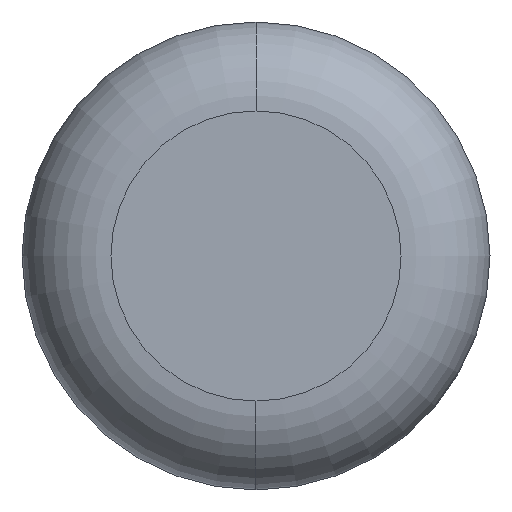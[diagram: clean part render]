
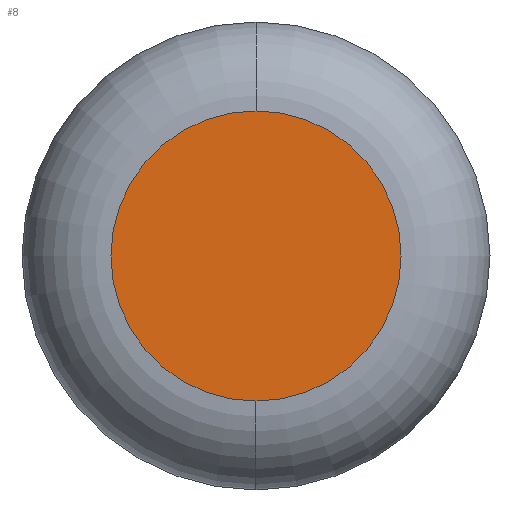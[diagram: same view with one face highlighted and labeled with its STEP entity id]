
A CAD part, front view. The second image highlights one B-rep face of the part: STEP entity #8.
In plain terms, the highlighted planar face has unit normal (0, -1, 0).
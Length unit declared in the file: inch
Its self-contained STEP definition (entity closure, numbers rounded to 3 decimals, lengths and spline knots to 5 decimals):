
#8 = ADVANCED_FACE ( 'NONE', ( #264 ), #99, .T. ) ;
#31 = EDGE_CURVE ( 'NONE', #156, #119, #32, .T. ) ;
#32 = CIRCLE ( 'NONE', #82, 0.31 ) ;
#82 = AXIS2_PLACEMENT_3D ( 'NONE', #131, #224, #276 ) ;
#99 = PLANE ( 'NONE',  #134 ) ;
#119 = VERTEX_POINT ( 'NONE', #391 ) ;
#131 = CARTESIAN_POINT ( 'NONE',  ( 0., 0., 0. ) ) ;
#134 = AXIS2_PLACEMENT_3D ( 'NONE', #159, #300, #251 ) ;
#156 = VERTEX_POINT ( 'NONE', #283 ) ;
#157 = EDGE_LOOP ( 'NONE', ( #353, #382 ) ) ;
#159 = CARTESIAN_POINT ( 'NONE',  ( 0., 0., 0. ) ) ;
#163 = EDGE_CURVE ( 'NONE', #119, #156, #329, .T. ) ;
#224 = DIRECTION ( 'NONE',  ( 0., -1., 0. ) ) ;
#251 = DIRECTION ( 'NONE',  ( 0., 0., -1. ) ) ;
#262 = DIRECTION ( 'NONE',  ( 0., 0., -1. ) ) ;
#264 = FACE_OUTER_BOUND ( 'NONE', #157, .T. ) ;
#275 = AXIS2_PLACEMENT_3D ( 'NONE', #377, #310, #262 ) ;
#276 = DIRECTION ( 'NONE',  ( 0., 0., -1. ) ) ;
#283 = CARTESIAN_POINT ( 'NONE',  ( 0., 0., -0.31 ) ) ;
#300 = DIRECTION ( 'NONE',  ( 0., -1., 0. ) ) ;
#310 = DIRECTION ( 'NONE',  ( 0., -1., 0. ) ) ;
#329 = CIRCLE ( 'NONE', #275, 0.31 ) ;
#353 = ORIENTED_EDGE ( 'NONE', *, *, #31, .T. ) ;
#377 = CARTESIAN_POINT ( 'NONE',  ( 0., 0., 0. ) ) ;
#382 = ORIENTED_EDGE ( 'NONE', *, *, #163, .T. ) ;
#391 = CARTESIAN_POINT ( 'NONE',  ( 0., 0., 0.31 ) ) ;
